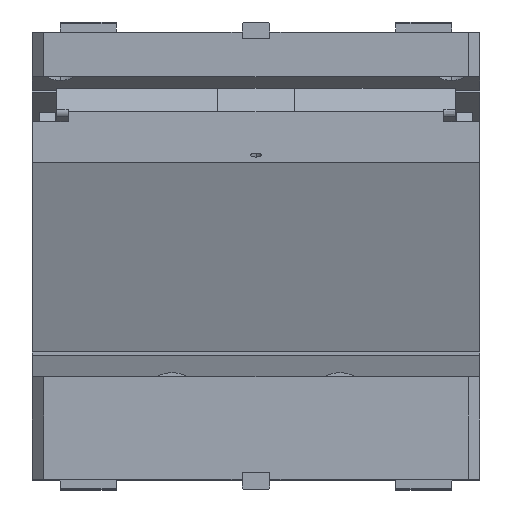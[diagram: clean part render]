
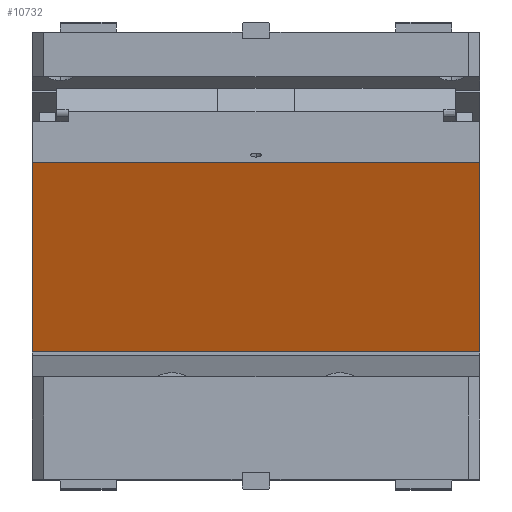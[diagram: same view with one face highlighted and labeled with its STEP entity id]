
A CAD part, top view. The second image highlights one B-rep face of the part: STEP entity #10732.
In plain terms, the highlighted planar face has unit normal (0, -0.342, 0.94).
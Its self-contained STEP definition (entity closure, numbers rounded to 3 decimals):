
#9379=CARTESIAN_POINT('Vertex',(-200.,84.572,30.782)) ;
#9382=CARTESIAN_POINT('Line Origine',(0.,84.572,30.782)) ;
#9386=CARTESIAN_POINT('Vertex',(200.,84.572,30.782)) ;
#9579=CARTESIAN_POINT('Line Origine',(200.,0.,0.)) ;
#9583=CARTESIAN_POINT('Vertex',(200.,-84.572,-30.782)) ;
#10697=CARTESIAN_POINT('Line Origine',(0.,-84.572,-30.782)) ;
#10701=CARTESIAN_POINT('Vertex',(-200.,-84.572,-30.782)) ;
#10716=CARTESIAN_POINT('Axis2P3D Location',(200.,84.572,30.782)) ;
#10721=CARTESIAN_POINT('Line Origine',(-200.,0.,0.)) ;
#9383=DIRECTION('Vector Direction',(-1.,0.,0.)) ;
#9580=DIRECTION('Vector Direction',(0.,-0.94,-0.342)) ;
#10698=DIRECTION('Vector Direction',(-1.,0.,0.)) ;
#10717=DIRECTION('Axis2P3D Direction',(0.,0.342,-0.94)) ;
#10718=DIRECTION('Axis2P3D XDirection',(0.,0.94,0.342)) ;
#10722=DIRECTION('Vector Direction',(0.,-0.94,-0.342)) ;
#10719=AXIS2_PLACEMENT_3D('Plane Axis2P3D',#10716,#10717,#10718) ;
#10727=ORIENTED_EDGE('',*,*,#10703,.F.) ;
#10728=ORIENTED_EDGE('',*,*,#9585,.F.) ;
#10729=ORIENTED_EDGE('',*,*,#9388,.T.) ;
#10730=ORIENTED_EDGE('',*,*,#10725,.T.) ;
#9384=VECTOR('Line Direction',#9383,1.) ;
#9581=VECTOR('Line Direction',#9580,1.) ;
#10699=VECTOR('Line Direction',#10698,1.) ;
#10723=VECTOR('Line Direction',#10722,1.) ;
#10732=ADVANCED_FACE('CAM SLIDER',(#10731),#10720,.F.) ;
#9388=EDGE_CURVE('',#9387,#9380,#9385,.T.) ;
#9585=EDGE_CURVE('',#9387,#9584,#9582,.T.) ;
#10703=EDGE_CURVE('',#9584,#10702,#10700,.T.) ;
#10725=EDGE_CURVE('',#9380,#10702,#10724,.T.) ;
#10726=EDGE_LOOP('',(#10727,#10728,#10729,#10730)) ;
#10731=FACE_OUTER_BOUND('',#10726,.T.) ;
#9385=LINE('Line',#9382,#9384) ;
#9582=LINE('Line',#9579,#9581) ;
#10700=LINE('Line',#10697,#10699) ;
#10724=LINE('Line',#10721,#10723) ;
#10720=PLANE('Plane',#10719) ;
#9380=VERTEX_POINT('',#9379) ;
#9387=VERTEX_POINT('',#9386) ;
#9584=VERTEX_POINT('',#9583) ;
#10702=VERTEX_POINT('',#10701) ;
